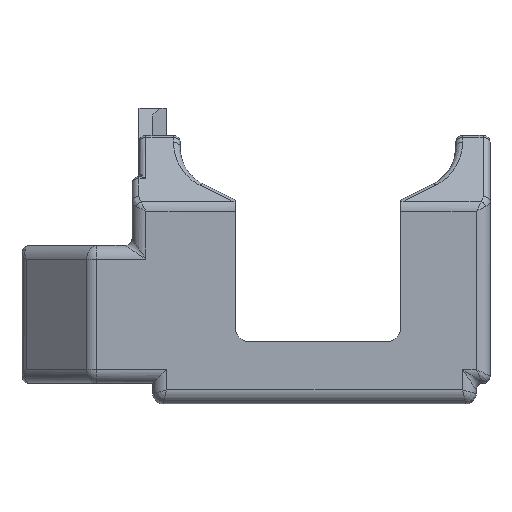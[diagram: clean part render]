
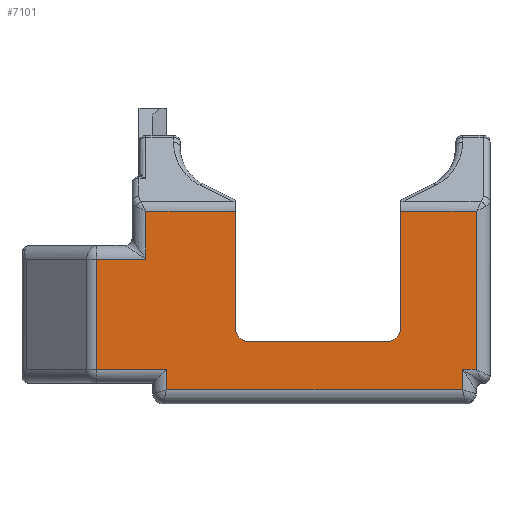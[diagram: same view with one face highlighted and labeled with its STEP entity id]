
A CAD part, top view. The second image highlights one B-rep face of the part: STEP entity #7101.
In plain terms, the highlighted planar face has unit normal (0, 0, 1).
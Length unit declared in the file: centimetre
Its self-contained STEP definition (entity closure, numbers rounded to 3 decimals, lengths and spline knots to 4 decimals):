
#584=PLANE('',#7784);
#852=CIRCLE('',#7785,0.2);
#853=CIRCLE('',#7786,0.2);
#1294=VERTEX_POINT('',#11065);
#1295=VERTEX_POINT('',#11066);
#1302=VERTEX_POINT('',#11209);
#1304=VERTEX_POINT('',#11215);
#1350=VERTEX_POINT('',#11885);
#1351=VERTEX_POINT('',#11889);
#1352=VERTEX_POINT('',#11920);
#1358=VERTEX_POINT('',#12108);
#1359=VERTEX_POINT('',#12112);
#1382=VERTEX_POINT('',#12358);
#1402=VERTEX_POINT('',#12675);
#1403=VERTEX_POINT('',#12698);
#1433=VERTEX_POINT('',#13113);
#1437=VERTEX_POINT('',#13188);
#1445=VERTEX_POINT('',#13264);
#1447=VERTEX_POINT('',#13281);
#1906=VECTOR('',#14502,1.);
#1924=VECTOR('',#14541,1.);
#1959=VECTOR('',#14696,1.);
#1960=VECTOR('',#14701,1.);
#1964=VECTOR('',#14729,1.);
#1966=VECTOR('',#14735,1.);
#2003=VECTOR('',#14872,1.);
#2005=VECTOR('',#14880,1.);
#2007=VECTOR('',#14886,1.);
#2044=VECTOR('',#15022,1.);
#2049=VECTOR('',#15035,1.);
#2062=VECTOR('',#15090,1.);
#2066=VECTOR('',#15102,1.);
#2067=VECTOR('',#15104,1.);
#2553=LINE('',#11064,#1906);
#2571=LINE('',#11216,#1924);
#2606=LINE('',#11888,#1959);
#2607=LINE('',#11921,#1960);
#2611=LINE('',#12111,#1964);
#2613=LINE('',#12124,#1966);
#2650=LINE('',#12530,#2003);
#2652=LINE('',#12697,#2005);
#2654=LINE('',#12730,#2007);
#2691=LINE('',#13114,#2044);
#2696=LINE('',#13187,#2049);
#2709=LINE('',#13270,#2062);
#2713=LINE('',#13278,#2066);
#2714=LINE('',#13280,#2067);
#3449=EDGE_CURVE('',#1294,#1295,#2553,.T.);
#3472=EDGE_CURVE('',#1304,#1302,#2571,.T.);
#3551=EDGE_CURVE('',#1350,#1351,#2606,.T.);
#3554=EDGE_CURVE('',#1352,#1350,#2607,.T.);
#3566=EDGE_CURVE('',#1358,#1359,#2611,.T.);
#3570=EDGE_CURVE('',#1302,#1358,#2613,.T.);
#3639=EDGE_CURVE('',#1382,#1352,#2650,.T.);
#3644=EDGE_CURVE('',#1402,#1403,#2652,.T.);
#3648=EDGE_CURVE('',#1351,#1402,#2654,.T.);
#3711=EDGE_CURVE('',#1433,#1382,#2691,.T.);
#3718=EDGE_CURVE('',#1359,#1437,#2696,.T.);
#3744=EDGE_CURVE('',#1445,#1304,#2709,.T.);
#3748=EDGE_CURVE('',#1403,#1445,#2713,.T.);
#3749=EDGE_CURVE('',#1447,#1433,#2714,.T.);
#3750=EDGE_CURVE('',#1295,#1447,#852,.T.);
#3751=EDGE_CURVE('',#1437,#1294,#853,.T.);
#5689=ORIENTED_EDGE('',*,*,#3566,.F.);
#5690=ORIENTED_EDGE('',*,*,#3570,.F.);
#5691=ORIENTED_EDGE('',*,*,#3472,.F.);
#5692=ORIENTED_EDGE('',*,*,#3744,.F.);
#5693=ORIENTED_EDGE('',*,*,#3748,.F.);
#5694=ORIENTED_EDGE('',*,*,#3644,.F.);
#5695=ORIENTED_EDGE('',*,*,#3648,.F.);
#5696=ORIENTED_EDGE('',*,*,#3551,.F.);
#5697=ORIENTED_EDGE('',*,*,#3554,.F.);
#5698=ORIENTED_EDGE('',*,*,#3639,.F.);
#5699=ORIENTED_EDGE('',*,*,#3711,.F.);
#5700=ORIENTED_EDGE('',*,*,#3749,.F.);
#5701=ORIENTED_EDGE('',*,*,#3750,.F.);
#5702=ORIENTED_EDGE('',*,*,#3449,.F.);
#5703=ORIENTED_EDGE('',*,*,#3751,.F.);
#5704=ORIENTED_EDGE('',*,*,#3718,.F.);
#6267=EDGE_LOOP('',(#5689,#5690,#5691,#5692,#5693,#5694,#5695,#5696,#5697,
#5698,#5699,#5700,#5701,#5702,#5703,#5704));
#6687=FACE_BOUND('',#6267,.T.);
#7101=ADVANCED_FACE('',(#6687),#584,.T.);
#7784=AXIS2_PLACEMENT_3D('',#13279,#15103,$);
#7785=AXIS2_PLACEMENT_3D('',#13282,#15105,#15106);
#7786=AXIS2_PLACEMENT_3D('',#13283,#15107,#15108);
#11064=CARTESIAN_POINT('',(-0.8,-1.2,1.32));
#11065=CARTESIAN_POINT('',(-0.8,-1.2,1.32));
#11066=CARTESIAN_POINT('',(1.2,-1.2,1.32));
#11209=CARTESIAN_POINT('',(-2.3,0.,1.32));
#11215=CARTESIAN_POINT('',(-3.0172,0.,1.32));
#11216=CARTESIAN_POINT('',(-1.8462,0.,1.32));
#11885=CARTESIAN_POINT('',(2.3,-1.6,1.32));
#11888=CARTESIAN_POINT('',(2.3,-0.2745,1.32));
#11889=CARTESIAN_POINT('',(2.3,-1.9,1.32));
#11920=CARTESIAN_POINT('',(2.5,-1.6,1.32));
#11921=CARTESIAN_POINT('',(1.1038,-1.6,1.32));
#12108=CARTESIAN_POINT('',(-2.3,0.6972,1.32));
#12111=CARTESIAN_POINT('',(-3.0974,0.6972,1.32));
#12112=CARTESIAN_POINT('',(-1.,0.6972,1.32));
#12124=CARTESIAN_POINT('',(-2.3,-0.1995,1.32));
#12358=CARTESIAN_POINT('',(2.5,0.6972,1.32));
#12530=CARTESIAN_POINT('',(2.5,-0.1995,1.32));
#12675=CARTESIAN_POINT('',(-2.,-1.9,1.32));
#12697=CARTESIAN_POINT('',(-2.,-1.0245,1.32));
#12698=CARTESIAN_POINT('',(-2.,-1.6,1.32));
#12730=CARTESIAN_POINT('',(-0.1212,-1.9,1.32));
#13113=CARTESIAN_POINT('',(1.4,0.6972,1.32));
#13114=CARTESIAN_POINT('',(-3.0974,0.6972,1.32));
#13187=CARTESIAN_POINT('',(-1.,1.4,1.32));
#13188=CARTESIAN_POINT('',(-1.,-1.,1.32));
#13264=CARTESIAN_POINT('',(-3.0172,-1.6,1.32));
#13270=CARTESIAN_POINT('',(-3.0172,-0.4993,1.32));
#13278=CARTESIAN_POINT('',(-1.3712,-1.6,1.32));
#13279=CARTESIAN_POINT('',(-0.3924,-0.3991,1.32));
#13280=CARTESIAN_POINT('',(1.4,-1.,1.32));
#13281=CARTESIAN_POINT('',(1.4,-1.,1.32));
#13282=CARTESIAN_POINT('',(1.2,-1.,1.32));
#13283=CARTESIAN_POINT('',(-0.8,-1.,1.32));
#14502=DIRECTION('',(1.,0.,0.));
#14541=DIRECTION('',(1.,0.,0.));
#14696=DIRECTION('',(0.,-1.,0.));
#14701=DIRECTION('',(-1.,0.,0.));
#14729=DIRECTION('',(1.,0.,0.));
#14735=DIRECTION('',(0.,1.,0.));
#14872=DIRECTION('',(0.,-1.,0.));
#14880=DIRECTION('',(0.,1.,0.));
#14886=DIRECTION('',(-1.,0.,0.));
#15022=DIRECTION('',(1.,0.,0.));
#15035=DIRECTION('',(0.,-1.,0.));
#15090=DIRECTION('',(0.,1.,0.));
#15102=DIRECTION('',(-1.,0.,0.));
#15103=DIRECTION('',(0.,0.,1.));
#15104=DIRECTION('',(0.,1.,0.));
#15105=DIRECTION('',(0.,0.,1.));
#15106=DIRECTION('',(0.2,0.,0.));
#15107=DIRECTION('',(0.,0.,1.));
#15108=DIRECTION('',(0.2,0.,0.));
